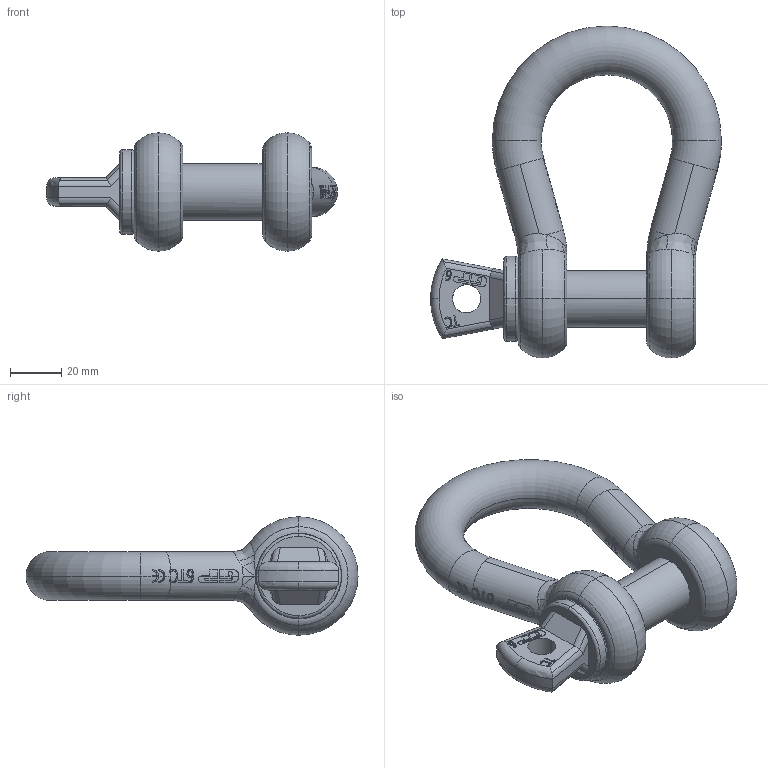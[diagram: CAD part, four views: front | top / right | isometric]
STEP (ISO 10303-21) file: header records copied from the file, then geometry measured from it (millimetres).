
FILE_DESCRIPTION(('.'),'2;1');
FILE_NAME('GPGHBB19.stp','2012-01-15T12:37:33+00:00',('.'),('.'),'','STEP AP214','.');
FILE_SCHEMA(('AUTOMOTIVE_DESIGN { 1 0 10303 214 1 1 1 1 }'));
Length unit declared in the file: millimetre
Products named in the file (3): GPGHBB19; 4,75; 4,75_1
Assembly tree (2 placements, depth 2):
  GPGHBB19
    4,75
    4,75_1
Bounding box: 113 x 129 x 46 mm (x, y, z)
Volume: 132824.9 mm3; surface area: 32296.5 mm2
Topology: 2 solids, 2 shells, 636 faces, 2007 edges, 1398 vertices
Faces by surface type: plane 247, bspline 196, cylinder 130, torus 60, cone 3
Entity records: 27509 total; most frequent: CARTESIAN_POINT 11978, ORIENTED_EDGE 3998, EDGE_CURVE 1999, DIRECTION 1521, VERTEX_POINT 1398, B_SPLINE_CURVE_WITH_KNOTS 1290, EDGE_LOOP 673, ADVANCED_FACE 636
